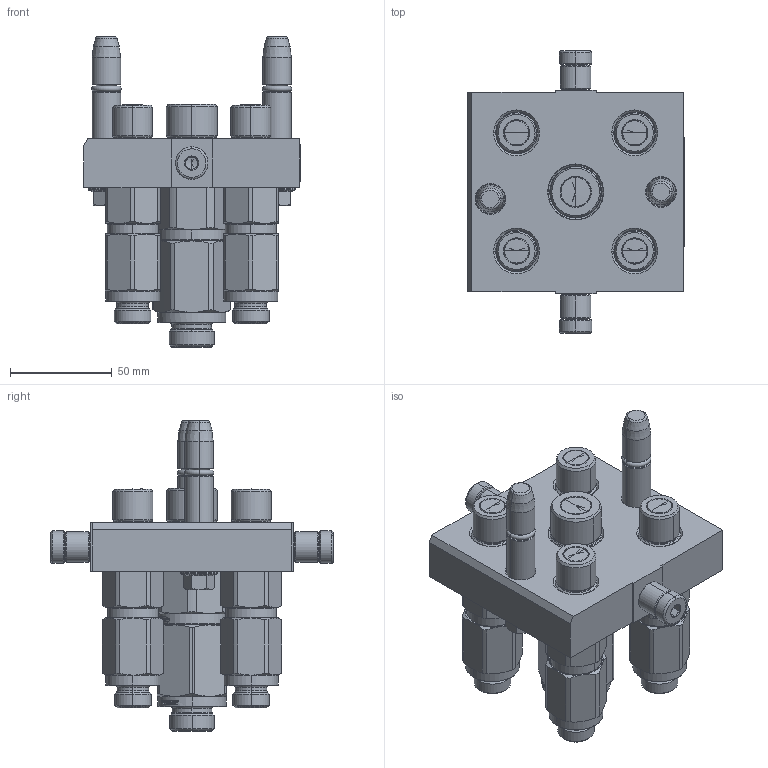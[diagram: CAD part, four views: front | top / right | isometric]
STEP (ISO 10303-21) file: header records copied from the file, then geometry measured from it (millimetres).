
FILE_DESCRIPTION (( 'STEP AP214' ), '1' );
FILE_NAME ('FASTER.step', '2025-12-16T13:41:41', ( '' ), ( '' ), 'SwSTEP 2.0', 'SolidWorks 2017', '' );
FILE_SCHEMA (( 'AUTOMOTIVE_DESIGN' ));
Length unit declared in the file: millimetre
Products named in the file (13): 3ffnp38_2_18m; 3ffnp12-2_22m; 4830_021_0000_000; P506-1_M_BASE; FASTER; 4830_010_0000_011; 1540_080_0008_000; 4830_013_3000_030; 4830_028_1000_011; or2_62x9_19_m; et002
Assembly tree (20 placements, depth 3):
  FASTER
    P506-1_M_BASE
      4830_010_0000_011
      4830_021_0000_000  x2
      1540_080_0008_000  x2
      4830_013_3000_030  x2
      4830_028_1000_011  x2
      or2_62x9_19_m  x2
    3ffnp38_2_18m  x4
      3ffnp38_2_18m
    3ffnp12-2_22m
      3ffnp12-2_22m
    et002
Bounding box: 106.3 x 138.6 x 152.4 mm (x, y, z)
Volume: 2873.9 mm3; surface area: 123352.7 mm2
Topology: 5 solids, 59 shells, 2068 faces, 6055 edges, 4010 vertices
Faces by surface type: plane 1070, cone 396, cylinder 372, torus 146, bspline 84
Entity records: 56252 total; most frequent: CARTESIAN_POINT 14934, ORIENTED_EDGE 7457, DIRECTION 6958, EDGE_CURVE 4012, VECTOR 2694, LINE 2694, VERTEX_POINT 2655, AXIS2_PLACEMENT_3D 2132
